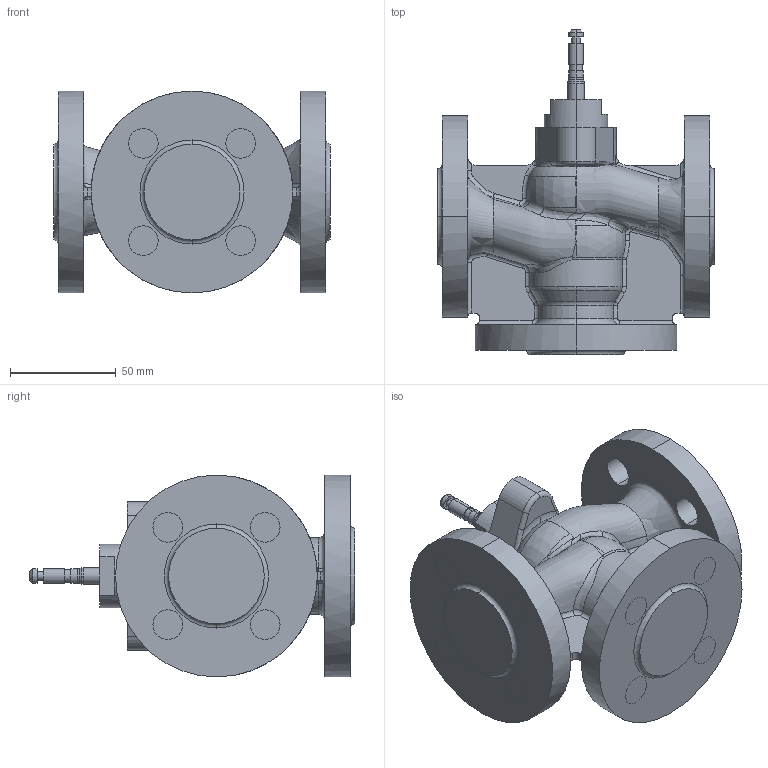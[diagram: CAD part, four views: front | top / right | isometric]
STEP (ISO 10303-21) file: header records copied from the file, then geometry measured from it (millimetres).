
FILE_DESCRIPTION (( 'STEP AP203' ), '1' );
FILE_NAME ('316_DN15_DEF.STEP', '2012-02-14T06:17:36', ( 'test' ), ( '' ), 'SwSTEP 2.0', 'SolidWorks 2011', '' );
FILE_SCHEMA (( 'CONFIG_CONTROL_DESIGN' ));
Products named in the file (1): 316_DN15_DEF
Bounding box: 130.39 x 153.46 x 95.28 mm (x, y, z)
Volume: 477526.8 mm3; surface area: 84694.5 mm2
Topology: 1 solids, 3 shells, 296 faces, 767 edges, 487 vertices
Faces by surface type: cylinder 98, bspline 74, plane 66, torus 37, sphere 14, cone 7
Entity records: 107964 total; most frequent: CARTESIAN_POINT 101240, ORIENTED_EDGE 1526, DIRECTION 1241, EDGE_CURVE 763, AXIS2_PLACEMENT_3D 535, VERTEX_POINT 486, EDGE_LOOP 315, CIRCLE 312
